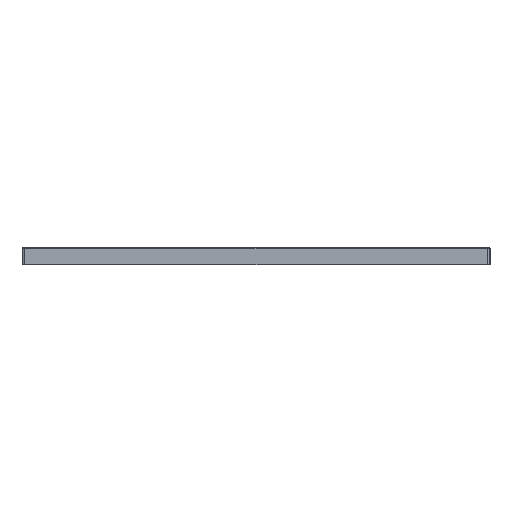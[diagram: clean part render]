
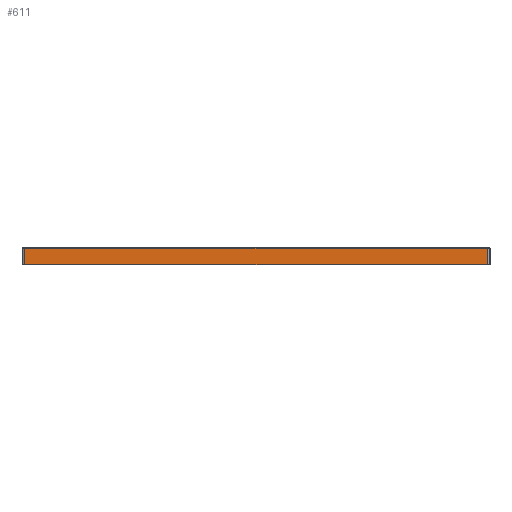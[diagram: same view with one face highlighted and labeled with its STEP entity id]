
A CAD part, left-side view. The second image highlights one B-rep face of the part: STEP entity #611.
In plain terms, the highlighted planar face has unit normal (-1, 0, 0).
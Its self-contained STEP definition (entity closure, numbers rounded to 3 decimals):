
#230=PLANE('',#8556);
#611=ADVANCED_FACE('',(#1201),#230,.T.);
#1201=FACE_OUTER_BOUND('',#1681,.T.);
#1681=EDGE_LOOP('',(#3837,#3838,#3839,#3840,#3841));
#2236=LINE('',#21631,#2658);
#2237=LINE('',#21668,#2659);
#2238=LINE('',#21670,#2660);
#2658=VECTOR('',#9271,1.);
#2659=VECTOR('',#9272,1.);
#2660=VECTOR('',#9273,1.);
#3268=B_SPLINE_CURVE_WITH_KNOTS('',3,(#21634,#21635,#21636,#21637,#21638,
#21639,#21640,#21641,#21642,#21643,#21644,#21645,#21646),.UNSPECIFIED.,
 .F.,.F.,(4,3,3,3,4),(0.,0.003,0.079,0.383,
1.),.UNSPECIFIED.);
#3269=B_SPLINE_CURVE_WITH_KNOTS('',3,(#21648,#21649,#21650,#21651,#21652,
#21653,#21654,#21655,#21656,#21657,#21658,#21659,#21660,#21661,#21662,#21663,
#21664,#21665,#21666),.UNSPECIFIED.,.F.,.F.,(4,3,3,3,3,3,4),(0.,0.008,
0.038,0.159,0.646,0.921,
1.),.UNSPECIFIED.);
#3837=ORIENTED_EDGE('',*,*,#7175,.T.);
#3838=ORIENTED_EDGE('',*,*,#7176,.T.);
#3839=ORIENTED_EDGE('',*,*,#7177,.T.);
#3840=ORIENTED_EDGE('',*,*,#7178,.T.);
#3841=ORIENTED_EDGE('',*,*,#7179,.F.);
#6354=VERTEX_POINT('',#21632);
#6355=VERTEX_POINT('',#21633);
#6356=VERTEX_POINT('',#21647);
#6357=VERTEX_POINT('',#21667);
#6358=VERTEX_POINT('',#21669);
#7175=EDGE_CURVE('',#6354,#6355,#2236,.T.);
#7176=EDGE_CURVE('',#6355,#6356,#3268,.T.);
#7177=EDGE_CURVE('',#6356,#6357,#3269,.T.);
#7178=EDGE_CURVE('',#6357,#6358,#2237,.T.);
#7179=EDGE_CURVE('',#6354,#6358,#2238,.T.);
#8556=AXIS2_PLACEMENT_3D('',#21671,#9274,#9275);
#9271=DIRECTION('',(0.,0.,1.));
#9272=DIRECTION('',(0.,0.,-1.));
#9273=DIRECTION('',(0.,1.,0.));
#9274=DIRECTION('',(-1.,0.,0.));
#9275=DIRECTION('',(0.,0.,1.));
#21631=CARTESIAN_POINT('',(-200.,-395.,29.));
#21632=CARTESIAN_POINT('',(-200.,-395.,0.));
#21633=CARTESIAN_POINT('',(-200.,-395.,28.475));
#21634=CARTESIAN_POINT('',(-200.,-395.,28.475));
#21635=CARTESIAN_POINT('',(-200.,-394.66,28.473));
#21636=CARTESIAN_POINT('',(-200.,-394.319,28.472));
#21637=CARTESIAN_POINT('',(-200.,-393.979,28.471));
#21638=CARTESIAN_POINT('',(-200.,-383.959,28.445));
#21639=CARTESIAN_POINT('',(-200.,-373.939,28.47));
#21640=CARTESIAN_POINT('',(-200.,-363.919,28.47));
#21641=CARTESIAN_POINT('',(-200.,-323.838,28.47));
#21642=CARTESIAN_POINT('',(-200.,-283.757,28.47));
#21643=CARTESIAN_POINT('',(-200.,-243.676,28.47));
#21644=CARTESIAN_POINT('',(-200.,-162.451,28.47));
#21645=CARTESIAN_POINT('',(-200.,-81.225,28.47));
#21646=CARTESIAN_POINT('',(-200.,0.,28.47));
#21647=CARTESIAN_POINT('',(-200.,0.,28.47));
#21648=CARTESIAN_POINT('',(-200.,0.,28.47));
#21649=CARTESIAN_POINT('',(-200.,1.,28.47));
#21650=CARTESIAN_POINT('',(-200.,2.,28.47));
#21651=CARTESIAN_POINT('',(-200.,3.,28.47));
#21652=CARTESIAN_POINT('',(-200.,7.,28.47));
#21653=CARTESIAN_POINT('',(-200.,11.,28.47));
#21654=CARTESIAN_POINT('',(-200.,15.,28.47));
#21655=CARTESIAN_POINT('',(-200.,31.,28.47));
#21656=CARTESIAN_POINT('',(-200.,47.,28.47));
#21657=CARTESIAN_POINT('',(-200.,63.,28.47));
#21658=CARTESIAN_POINT('',(-200.,127.,28.47));
#21659=CARTESIAN_POINT('',(-200.,191.,28.47));
#21660=CARTESIAN_POINT('',(-200.,255.,28.47));
#21661=CARTESIAN_POINT('',(-200.,291.306,28.47));
#21662=CARTESIAN_POINT('',(-200.,327.612,28.47));
#21663=CARTESIAN_POINT('',(-200.,363.919,28.47));
#21664=CARTESIAN_POINT('',(-200.,374.279,28.47));
#21665=CARTESIAN_POINT('',(-200.,384.64,28.429));
#21666=CARTESIAN_POINT('',(-200.,395.,28.475));
#21667=CARTESIAN_POINT('',(-200.,395.,28.475));
#21668=CARTESIAN_POINT('',(-200.,395.,29.));
#21669=CARTESIAN_POINT('',(-200.,395.,0.));
#21670=CARTESIAN_POINT('',(-200.,-400.,0.));
#21671=CARTESIAN_POINT('',(-200.,-400.,29.));
